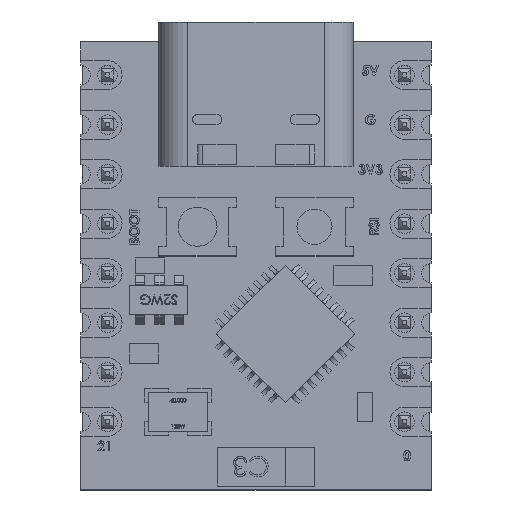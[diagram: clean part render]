
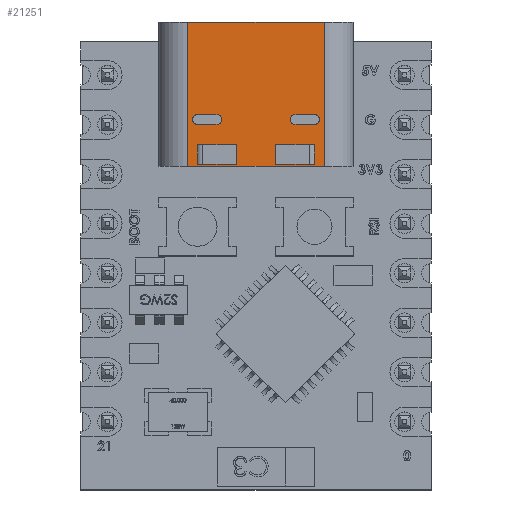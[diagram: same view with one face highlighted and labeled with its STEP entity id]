
A CAD part, top view. The second image highlights one B-rep face of the part: STEP entity #21251.
In plain terms, the highlighted planar face has unit normal (0, 0, 1).
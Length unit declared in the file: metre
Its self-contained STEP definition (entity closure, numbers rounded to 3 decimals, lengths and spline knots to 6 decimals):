
#468=CIRCLE('',#26640,0.00025);
#469=CIRCLE('',#26643,0.00025);
#472=CIRCLE('',#26649,0.00025);
#473=CIRCLE('',#26652,0.00025);
#3247=ORIENTED_EDGE('',*,*,#8735,.T.);
#3248=ORIENTED_EDGE('',*,*,#8733,.T.);
#3249=ORIENTED_EDGE('',*,*,#8731,.T.);
#3250=ORIENTED_EDGE('',*,*,#8728,.F.);
#3251=ORIENTED_EDGE('',*,*,#8691,.F.);
#3252=ORIENTED_EDGE('',*,*,#8754,.T.);
#3253=ORIENTED_EDGE('',*,*,#8737,.T.);
#3254=ORIENTED_EDGE('',*,*,#8743,.F.);
#3255=ORIENTED_EDGE('',*,*,#8716,.F.);
#3256=ORIENTED_EDGE('',*,*,#8723,.F.);
#3257=ORIENTED_EDGE('',*,*,#8721,.T.);
#3258=ORIENTED_EDGE('',*,*,#8719,.F.);
#3259=ORIENTED_EDGE('',*,*,#8697,.F.);
#3260=ORIENTED_EDGE('',*,*,#8755,.T.);
#3261=ORIENTED_EDGE('',*,*,#8694,.T.);
#3262=ORIENTED_EDGE('',*,*,#8700,.F.);
#3263=ORIENTED_EDGE('',*,*,#8710,.F.);
#3264=ORIENTED_EDGE('',*,*,#8756,.T.);
#3265=ORIENTED_EDGE('',*,*,#8704,.T.);
#3266=ORIENTED_EDGE('',*,*,#8708,.T.);
#8691=EDGE_CURVE('',#11538,#11537,#13779,.T.);
#8694=EDGE_CURVE('',#11542,#11541,#13782,.T.);
#8697=EDGE_CURVE('',#11544,#11545,#13785,.T.);
#8700=EDGE_CURVE('',#11545,#11541,#13788,.T.);
#8704=EDGE_CURVE('',#11550,#11549,#13792,.T.);
#8708=EDGE_CURVE('',#11549,#11552,#13796,.T.);
#8710=EDGE_CURVE('',#11554,#11552,#13798,.T.);
#8716=EDGE_CURVE('',#11559,#11560,#13802,.T.);
#8719=EDGE_CURVE('',#11560,#11561,#468,.T.);
#8721=EDGE_CURVE('',#11562,#11561,#13806,.T.);
#8723=EDGE_CURVE('',#11562,#11559,#469,.T.);
#8728=EDGE_CURVE('',#11567,#11568,#13810,.T.);
#8731=EDGE_CURVE('',#11569,#11568,#472,.T.);
#8733=EDGE_CURVE('',#11570,#11569,#13814,.T.);
#8735=EDGE_CURVE('',#11567,#11570,#473,.T.);
#8737=EDGE_CURVE('',#11572,#11571,#13816,.T.);
#8743=EDGE_CURVE('',#11537,#11571,#13819,.T.);
#8754=EDGE_CURVE('',#11538,#11572,#13828,.T.);
#8755=EDGE_CURVE('',#11544,#11542,#13829,.T.);
#8756=EDGE_CURVE('',#11554,#11550,#13830,.T.);
#11537=VERTEX_POINT('',#34474);
#11538=VERTEX_POINT('',#34476);
#11541=VERTEX_POINT('',#34483);
#11542=VERTEX_POINT('',#34485);
#11544=VERTEX_POINT('',#34490);
#11545=VERTEX_POINT('',#34492);
#11549=VERTEX_POINT('',#34504);
#11550=VERTEX_POINT('',#34506);
#11552=VERTEX_POINT('',#34512);
#11554=VERTEX_POINT('',#34517);
#11559=VERTEX_POINT('',#34531);
#11560=VERTEX_POINT('',#34532);
#11561=VERTEX_POINT('',#34537);
#11562=VERTEX_POINT('',#34541);
#11567=VERTEX_POINT('',#34556);
#11568=VERTEX_POINT('',#34557);
#11569=VERTEX_POINT('',#34562);
#11570=VERTEX_POINT('',#34566);
#11571=VERTEX_POINT('',#34572);
#11572=VERTEX_POINT('',#34574);
#13779=LINE('',#34477,#15967);
#13782=LINE('',#34484,#15970);
#13785=LINE('',#34491,#15973);
#13788=LINE('',#34497,#15976);
#13792=LINE('',#34505,#15980);
#13796=LINE('',#34513,#15984);
#13798=LINE('',#34518,#15986);
#13802=LINE('',#34530,#15990);
#13806=LINE('',#34540,#15994);
#13810=LINE('',#34555,#15998);
#13814=LINE('',#34565,#16002);
#13816=LINE('',#34573,#16004);
#13819=LINE('',#34585,#16007);
#13828=LINE('',#34605,#16016);
#13829=LINE('',#34607,#16017);
#13830=LINE('',#34608,#16018);
#15967=VECTOR('',#29023,1.);
#15970=VECTOR('',#29028,1.);
#15973=VECTOR('',#29033,1.);
#15976=VECTOR('',#29038,1.);
#15980=VECTOR('',#29044,1.);
#15984=VECTOR('',#29050,1.);
#15986=VECTOR('',#29054,1.);
#15990=VECTOR('',#29066,1.);
#15994=VECTOR('',#29076,1.);
#15998=VECTOR('',#29092,1.);
#16002=VECTOR('',#29102,1.);
#16004=VECTOR('',#29112,1.);
#16007=VECTOR('',#29123,1.);
#16016=VECTOR('',#29146,1.);
#16017=VECTOR('',#29149,1.);
#16018=VECTOR('',#29150,1.);
#17849=EDGE_LOOP('',(#3247,#3248,#3249,#3250));
#17850=EDGE_LOOP('',(#3251,#3252,#3253,#3254));
#17851=EDGE_LOOP('',(#3255,#3256,#3257,#3258));
#17852=EDGE_LOOP('',(#3259,#3260,#3261,#3262));
#17853=EDGE_LOOP('',(#3263,#3264,#3265,#3266));
#19181=FACE_BOUND('',#17849,.T.);
#19182=FACE_BOUND('',#17850,.T.);
#19183=FACE_BOUND('',#17851,.T.);
#19184=FACE_BOUND('',#17852,.T.);
#19185=FACE_BOUND('',#17853,.T.);
#20485=PLANE('',#26666);
#21251=ADVANCED_FACE('',(#19181,#19182,#19183,#19184,#19185),#20485,.F.);
#26640=AXIS2_PLACEMENT_3D('',#34536,#29071,#29072);
#26643=AXIS2_PLACEMENT_3D('',#34544,#29080,#29081);
#26649=AXIS2_PLACEMENT_3D('',#34561,#29097,#29098);
#26652=AXIS2_PLACEMENT_3D('',#34569,#29106,#29107);
#26666=AXIS2_PLACEMENT_3D('',#34606,#29147,#29148);
#29023=DIRECTION('',(-1.,0.,0.));
#29028=DIRECTION('',(0.,1.,0.));
#29033=DIRECTION('',(0.,1.,0.));
#29038=DIRECTION('',(-1.,0.,0.));
#29044=DIRECTION('',(0.,1.,0.));
#29050=DIRECTION('',(1.,0.,0.));
#29054=DIRECTION('',(0.,1.,0.));
#29066=DIRECTION('',(-1.,0.,0.));
#29071=DIRECTION('',(0.,0.,1.));
#29072=DIRECTION('',(0.,1.,0.));
#29076=DIRECTION('',(-1.,0.,0.));
#29080=DIRECTION('',(0.,0.,1.));
#29081=DIRECTION('',(0.,1.,0.));
#29092=DIRECTION('',(1.,0.,0.));
#29097=DIRECTION('',(0.,0.,-1.));
#29098=DIRECTION('',(0.,-1.,0.));
#29102=DIRECTION('',(1.,0.,0.));
#29106=DIRECTION('',(0.,0.,-1.));
#29107=DIRECTION('',(0.,-1.,0.));
#29112=DIRECTION('',(-1.,0.,0.));
#29123=DIRECTION('',(0.,1.,0.));
#29146=DIRECTION('',(0.,1.,0.));
#29147=DIRECTION('',(0.,0.,-1.));
#29148=DIRECTION('',(0.,-1.,0.));
#29149=DIRECTION('',(-1.,0.,0.));
#29150=DIRECTION('',(-1.,0.,0.));
#34474=CARTESIAN_POINT('',(-0.0035,0.005329,0.00664));
#34476=CARTESIAN_POINT('',(0.0035,0.005329,0.00664));
#34477=CARTESIAN_POINT('',(0.0035,0.005329,0.00664));
#34483=CARTESIAN_POINT('',(0.001,0.006429,0.00664));
#34484=CARTESIAN_POINT('',(0.001,0.005429,0.00664));
#34485=CARTESIAN_POINT('',(0.001,0.005429,0.00664));
#34490=CARTESIAN_POINT('',(0.003,0.005429,0.00664));
#34491=CARTESIAN_POINT('',(0.003,0.005429,0.00664));
#34492=CARTESIAN_POINT('',(0.003,0.006429,0.00664));
#34497=CARTESIAN_POINT('',(0.003,0.006429,0.00664));
#34504=CARTESIAN_POINT('',(-0.003,0.006429,0.00664));
#34505=CARTESIAN_POINT('',(-0.003,0.005429,0.00664));
#34506=CARTESIAN_POINT('',(-0.003,0.005429,0.00664));
#34512=CARTESIAN_POINT('',(-0.001,0.006429,0.00664));
#34513=CARTESIAN_POINT('',(-0.003,0.006429,0.00664));
#34517=CARTESIAN_POINT('',(-0.001,0.005429,0.00664));
#34518=CARTESIAN_POINT('',(-0.001,0.005429,0.00664));
#34530=CARTESIAN_POINT('',(0.003,0.007979,0.00664));
#34531=CARTESIAN_POINT('',(0.003,0.007979,0.00664));
#34532=CARTESIAN_POINT('',(0.002,0.007979,0.00664));
#34536=CARTESIAN_POINT('',(0.002,0.007729,0.00664));
#34537=CARTESIAN_POINT('',(0.002,0.007479,0.00664));
#34540=CARTESIAN_POINT('',(0.003,0.007479,0.00664));
#34541=CARTESIAN_POINT('',(0.003,0.007479,0.00664));
#34544=CARTESIAN_POINT('',(0.003,0.007729,0.00664));
#34555=CARTESIAN_POINT('',(-0.003,0.007479,0.00664));
#34556=CARTESIAN_POINT('',(-0.003,0.007479,0.00664));
#34557=CARTESIAN_POINT('',(-0.002,0.007479,0.00664));
#34561=CARTESIAN_POINT('',(-0.002,0.007729,0.00664));
#34562=CARTESIAN_POINT('',(-0.002,0.007979,0.00664));
#34565=CARTESIAN_POINT('',(-0.003,0.007979,0.00664));
#34566=CARTESIAN_POINT('',(-0.003,0.007979,0.00664));
#34569=CARTESIAN_POINT('',(-0.003,0.007729,0.00664));
#34572=CARTESIAN_POINT('',(-0.0035,0.012729,0.00664));
#34573=CARTESIAN_POINT('',(0.,0.012729,0.00664));
#34574=CARTESIAN_POINT('',(0.0035,0.012729,0.00664));
#34585=CARTESIAN_POINT('',(-0.0035,0.005429,0.00664));
#34605=CARTESIAN_POINT('',(0.0035,0.005429,0.00664));
#34606=CARTESIAN_POINT('',(0.,0.005429,0.00664));
#34607=CARTESIAN_POINT('',(0.0035,0.005429,0.00664));
#34608=CARTESIAN_POINT('',(0.0035,0.005429,0.00664));
